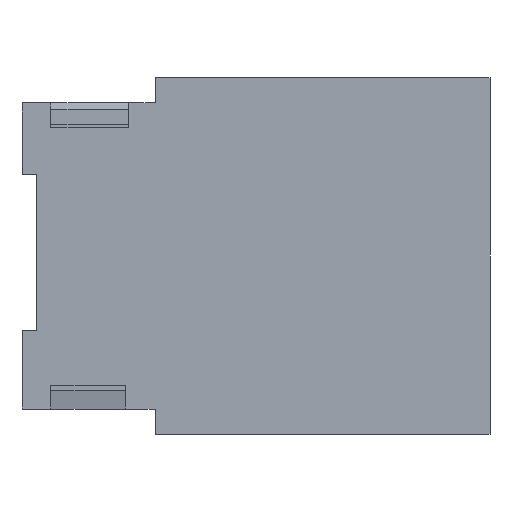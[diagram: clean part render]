
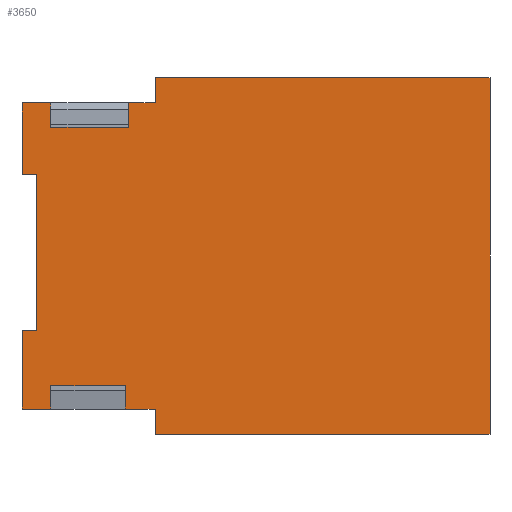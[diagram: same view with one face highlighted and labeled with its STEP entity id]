
A CAD part, front view. The second image highlights one B-rep face of the part: STEP entity #3650.
In plain terms, the highlighted planar face has unit normal (0, -1, 0).
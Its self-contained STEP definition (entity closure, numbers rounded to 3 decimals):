
#35=DIRECTION('',(1.,0.,0.));
#36=VECTOR('',#35,70.9);
#37=CARTESIAN_POINT('',(0.,0.,0.));
#38=LINE('',#37,#36);
#64=DIRECTION('',(0.,0.,-1.));
#65=VECTOR('',#64,4.9);
#66=CARTESIAN_POINT('',(-22.1,0.,10.275));
#67=LINE('',#66,#65);
#71=DIRECTION('',(-1.,0.,0.));
#72=VECTOR('',#71,6.1);
#73=CARTESIAN_POINT('',(-22.1,0.,5.375));
#74=LINE('',#73,#72);
#78=DIRECTION('',(1.,0.,0.));
#79=VECTOR('',#78,3.1);
#80=CARTESIAN_POINT('',(-28.2,0.,21.975));
#81=LINE('',#80,#79);
#85=DIRECTION('',(0.,0.,1.));
#86=VECTOR('',#85,33.15);
#87=CARTESIAN_POINT('',(-25.1,0.,21.975));
#88=LINE('',#87,#86);
#92=DIRECTION('',(1.,0.,0.));
#93=VECTOR('',#92,3.1);
#94=CARTESIAN_POINT('',(-28.2,0.,55.125));
#95=LINE('',#94,#93);
#99=DIRECTION('',(0.,0.,1.));
#100=VECTOR('',#99,5.1);
#101=CARTESIAN_POINT('',(-22.1,0.,65.075));
#102=LINE('',#101,#100);
#106=DIRECTION('',(-1.,0.,0.));
#107=VECTOR('',#106,16.5);
#108=CARTESIAN_POINT('',(-5.6,0.,65.075));
#109=LINE('',#108,#107);
#113=DIRECTION('',(0.,0.,1.));
#114=VECTOR('',#113,5.1);
#115=CARTESIAN_POINT('',(-5.6,0.,65.075));
#116=LINE('',#115,#114);
#120=DIRECTION('',(0.,0.,1.));
#121=VECTOR('',#120,5.375);
#122=CARTESIAN_POINT('',(0.,0.,70.175));
#123=LINE('',#122,#121);
#127=DIRECTION('',(0.,0.,1.));
#128=VECTOR('',#127,5.375);
#129=CARTESIAN_POINT('',(0.,0.,0.));
#130=LINE('',#129,#128);
#134=DIRECTION('',(-1.,0.,0.));
#135=VECTOR('',#134,6.3);
#136=CARTESIAN_POINT('',(0.,0.,5.375));
#137=LINE('',#136,#135);
#141=DIRECTION('',(0.,0.,-1.));
#142=VECTOR('',#141,4.9);
#143=CARTESIAN_POINT('',(-6.3,0.,10.275));
#144=LINE('',#143,#142);
#148=DIRECTION('',(-1.,0.,0.));
#149=VECTOR('',#148,15.8);
#150=CARTESIAN_POINT('',(-6.3,0.,10.275));
#151=LINE('',#150,#149);
#1569=DIRECTION('',(-1.,0.,0.));
#1570=VECTOR('',#1569,6.1);
#1571=CARTESIAN_POINT('',(-22.1,0.,70.175));
#1572=LINE('',#1571,#1570);
#1583=DIRECTION('',(-1.,0.,0.));
#1584=VECTOR('',#1583,5.6);
#1585=CARTESIAN_POINT('',(0.,0.,70.175));
#1586=LINE('',#1585,#1584);
#2297=DIRECTION('',(0.,0.,1.));
#2298=VECTOR('',#2297,15.05);
#2299=CARTESIAN_POINT('',(-28.2,0.,55.125));
#2300=LINE('',#2299,#2298);
#2311=DIRECTION('',(0.,0.,1.));
#2312=VECTOR('',#2311,16.6);
#2313=CARTESIAN_POINT('',(-28.2,0.,5.375));
#2314=LINE('',#2313,#2312);
#2808=DIRECTION('',(1.,0.,0.));
#2809=VECTOR('',#2808,70.9);
#2810=CARTESIAN_POINT('',(0.,0.,75.55));
#2811=LINE('',#2810,#2809);
#2836=DIRECTION('',(0.,0.,1.));
#2837=VECTOR('',#2836,75.55);
#2838=CARTESIAN_POINT('',(70.9,0.,0.));
#2839=LINE('',#2838,#2837);
#3032=CARTESIAN_POINT('',(0.,0.,0.));
#3033=CARTESIAN_POINT('',(70.9,0.,0.));
#3034=VERTEX_POINT('',#3032);
#3035=VERTEX_POINT('',#3033);
#3040=CARTESIAN_POINT('',(0.,0.,75.55));
#3041=CARTESIAN_POINT('',(70.9,0.,75.55));
#3042=VERTEX_POINT('',#3040);
#3043=VERTEX_POINT('',#3041);
#3049=CARTESIAN_POINT('',(-28.2,0.,5.375));
#3051=VERTEX_POINT('',#3049);
#3052=CARTESIAN_POINT('',(-28.2,0.,70.175));
#3054=VERTEX_POINT('',#3052);
#3057=CARTESIAN_POINT('',(0.,0.,5.375));
#3059=VERTEX_POINT('',#3057);
#3061=CARTESIAN_POINT('',(0.,0.,70.175));
#3063=VERTEX_POINT('',#3061);
#3064=CARTESIAN_POINT('',(-25.1,0.,21.975));
#3065=CARTESIAN_POINT('',(-25.1,0.,55.125));
#3066=VERTEX_POINT('',#3064);
#3067=VERTEX_POINT('',#3065);
#3068=CARTESIAN_POINT('',(-28.2,0.,55.125));
#3069=VERTEX_POINT('',#3068);
#3070=CARTESIAN_POINT('',(-28.2,0.,21.975));
#3071=VERTEX_POINT('',#3070);
#3088=CARTESIAN_POINT('',(-22.1,0.,65.075));
#3089=CARTESIAN_POINT('',(-22.1,0.,70.175));
#3090=VERTEX_POINT('',#3088);
#3091=VERTEX_POINT('',#3089);
#3092=CARTESIAN_POINT('',(-5.6,0.,65.075));
#3093=CARTESIAN_POINT('',(-5.6,0.,70.175));
#3094=VERTEX_POINT('',#3092);
#3095=VERTEX_POINT('',#3093);
#3224=CARTESIAN_POINT('',(-22.1,0.,10.275));
#3225=CARTESIAN_POINT('',(-22.1,0.,5.375));
#3226=VERTEX_POINT('',#3224);
#3227=VERTEX_POINT('',#3225);
#3228=CARTESIAN_POINT('',(-6.3,0.,10.275));
#3229=CARTESIAN_POINT('',(-6.3,0.,5.375));
#3230=VERTEX_POINT('',#3228);
#3231=VERTEX_POINT('',#3229);
#3604=CARTESIAN_POINT('',(0.,0.,0.));
#3605=DIRECTION('',(0.,-1.,0.));
#3606=DIRECTION('',(1.,0.,0.));
#3607=AXIS2_PLACEMENT_3D('',#3604,#3605,#3606);
#3608=PLANE('',#3607);
#3610=ORIENTED_EDGE('',*,*,#3609,.T.);
#3612=ORIENTED_EDGE('',*,*,#3611,.T.);
#3614=ORIENTED_EDGE('',*,*,#3613,.T.);
#3616=ORIENTED_EDGE('',*,*,#3615,.T.);
#3618=ORIENTED_EDGE('',*,*,#3617,.T.);
#3620=ORIENTED_EDGE('',*,*,#3619,.F.);
#3622=ORIENTED_EDGE('',*,*,#3621,.T.);
#3624=ORIENTED_EDGE('',*,*,#3623,.F.);
#3626=ORIENTED_EDGE('',*,*,#3625,.F.);
#3628=ORIENTED_EDGE('',*,*,#3627,.F.);
#3630=ORIENTED_EDGE('',*,*,#3629,.T.);
#3632=ORIENTED_EDGE('',*,*,#3631,.F.);
#3634=ORIENTED_EDGE('',*,*,#3633,.T.);
#3636=ORIENTED_EDGE('',*,*,#3635,.T.);
#3638=ORIENTED_EDGE('',*,*,#3637,.F.);
#3639=ORIENTED_EDGE('',*,*,#3593,.F.);
#3641=ORIENTED_EDGE('',*,*,#3640,.T.);
#3643=ORIENTED_EDGE('',*,*,#3642,.T.);
#3645=ORIENTED_EDGE('',*,*,#3644,.F.);
#3647=ORIENTED_EDGE('',*,*,#3646,.T.);
#3648=EDGE_LOOP('',(#3610,#3612,#3614,#3616,#3618,#3620,#3622,#3624,#3626,#3628,
#3630,#3632,#3634,#3636,#3638,#3639,#3641,#3643,#3645,#3647));
#3649=FACE_OUTER_BOUND('',#3648,.F.);
#3650=ADVANCED_FACE('',(#3649),#3608,.T.);
#3593=EDGE_CURVE('',#3034,#3035,#38,.T.);
#3609=EDGE_CURVE('',#3226,#3227,#67,.T.);
#3611=EDGE_CURVE('',#3227,#3051,#74,.T.);
#3613=EDGE_CURVE('',#3051,#3071,#2314,.T.);
#3615=EDGE_CURVE('',#3071,#3066,#81,.T.);
#3617=EDGE_CURVE('',#3066,#3067,#88,.T.);
#3619=EDGE_CURVE('',#3069,#3067,#95,.T.);
#3621=EDGE_CURVE('',#3069,#3054,#2300,.T.);
#3623=EDGE_CURVE('',#3091,#3054,#1572,.T.);
#3625=EDGE_CURVE('',#3090,#3091,#102,.T.);
#3627=EDGE_CURVE('',#3094,#3090,#109,.T.);
#3629=EDGE_CURVE('',#3094,#3095,#116,.T.);
#3631=EDGE_CURVE('',#3063,#3095,#1586,.T.);
#3633=EDGE_CURVE('',#3063,#3042,#123,.T.);
#3635=EDGE_CURVE('',#3042,#3043,#2811,.T.);
#3637=EDGE_CURVE('',#3035,#3043,#2839,.T.);
#3640=EDGE_CURVE('',#3034,#3059,#130,.T.);
#3642=EDGE_CURVE('',#3059,#3231,#137,.T.);
#3644=EDGE_CURVE('',#3230,#3231,#144,.T.);
#3646=EDGE_CURVE('',#3230,#3226,#151,.T.);
